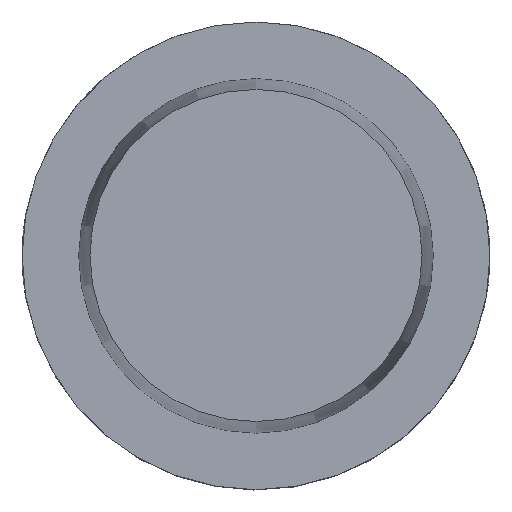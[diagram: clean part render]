
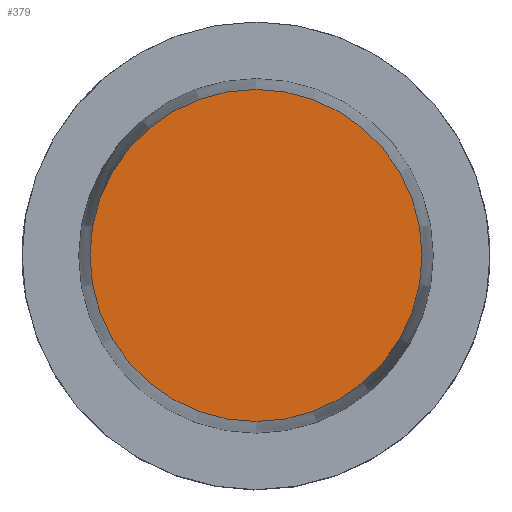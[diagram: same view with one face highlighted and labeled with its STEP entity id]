
A CAD part, top view. The second image highlights one B-rep face of the part: STEP entity #379.
In plain terms, the highlighted planar face has unit normal (0, 0, 1).
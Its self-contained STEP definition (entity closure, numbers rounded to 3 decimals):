
#318=EDGE_CURVE('240[2]',#771,#771,#772,.T.);
#379=ADVANCED_FACE('240[2]',(#850),#851,.T.);
#771=VERTEX_POINT('',#1534);
#772=CIRCLE('',#1535,35.5);
#850=FACE_OUTER_BOUND('',#1688,.T.);
#851=PLANE('',#1689);
#1534=CARTESIAN_POINT('',(0.,-35.5,50.0));
#1535=AXIS2_PLACEMENT_3D('',#2293,#2294,#2295);
#1688=EDGE_LOOP('',(#2368));
#1689=AXIS2_PLACEMENT_3D('',#2369,#2370,#2371);
#2293=CARTESIAN_POINT('',(0.,0.,50.0));
#2294=DIRECTION('',(0.,0.,-1.0));
#2295=DIRECTION('',(0.,-1.0,0.));
#2368=ORIENTED_EDGE('',*,*,#318,.F.);
#2369=CARTESIAN_POINT('',(0.,-17.75,50.0));
#2370=DIRECTION('',(0.,0.,1.0));
#2371=DIRECTION('',(1.0,0.,0.0));
